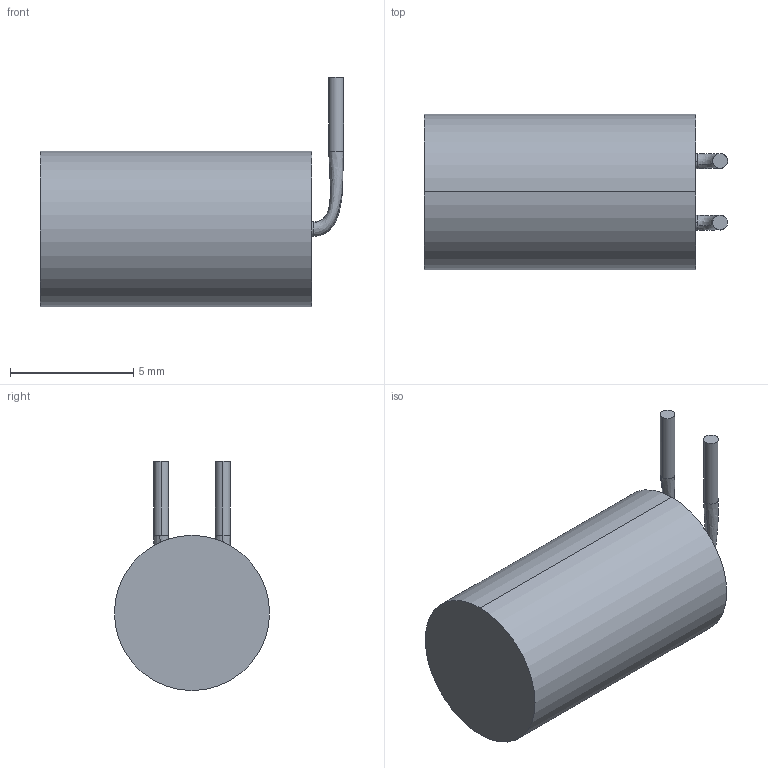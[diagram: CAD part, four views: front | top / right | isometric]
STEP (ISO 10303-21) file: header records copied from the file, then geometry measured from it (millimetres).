
FILE_DESCRIPTION (( 'STEP AP214' ), '1' );
FILE_NAME ('Polar cap 6x11.STEP', '2021-06-24T10:54:38', ( '' ), ( '' ), 'SwSTEP 2.0', 'SolidWorks 2019', '' );
FILE_SCHEMA (( 'AUTOMOTIVE_DESIGN' ));
Length unit declared in the file: millimetre
Products named in the file (1): Polar cap 6x11
Bounding box: 12.3 x 6.3 x 9.3 mm (x, y, z)
Volume: 346.3 mm3; surface area: 304 mm2
Topology: 1 solids, 1 shells, 18 faces, 40 edges, 26 vertices
Faces by surface type: cylinder 10, bspline 4, plane 4
Entity records: 1024 total; most frequent: CARTESIAN_POINT 429, ORIENTED_EDGE 80, DIRECTION 76, EDGE_CURVE 40, AXIS2_PLACEMENT_3D 33, VERTEX_POINT 26, EDGE_LOOP 20, UNCERTAINTY_MEASURE_WITH_UNIT 19
